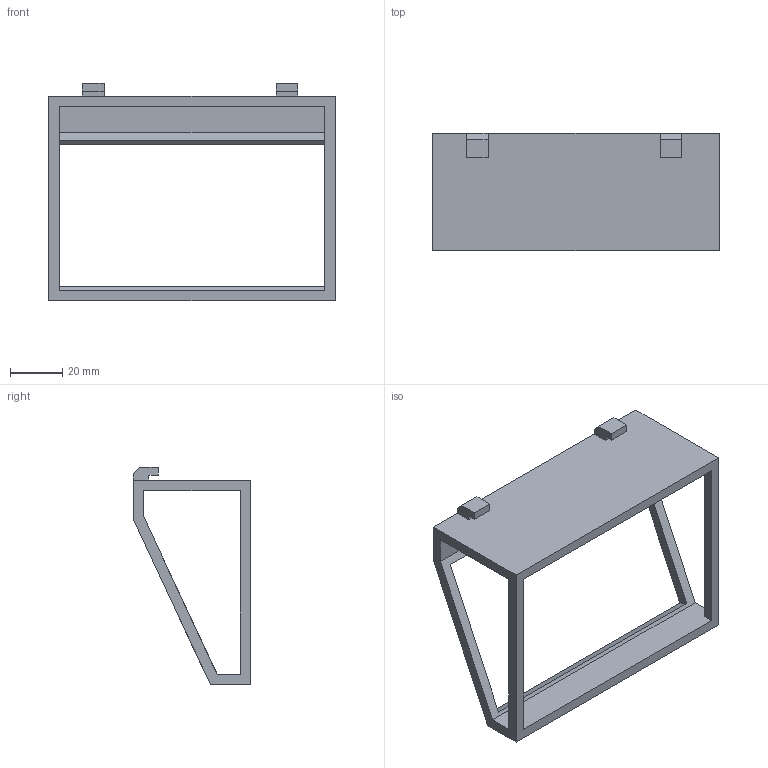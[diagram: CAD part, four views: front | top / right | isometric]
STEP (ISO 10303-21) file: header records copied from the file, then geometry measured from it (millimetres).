
FILE_DESCRIPTION (( 'STEP AP214' ), '1' );
FILE_NAME ('Silinge_Holder.STEP', '2021-08-16T15:16:04', ( '' ), ( '' ), 'SwSTEP 2.0', 'SolidWorks 2020', '' );
FILE_SCHEMA (( 'AUTOMOTIVE_DESIGN' ));
Length unit declared in the file: millimetre
Products named in the file (3): Silinge_Holder; Silinge_Holder_MainFrame; Silinge_Holder_Craw
Assembly tree (3 placements, depth 2):
  Silinge_Holder
    Silinge_Holder_MainFrame
    Silinge_Holder_Craw  x2
Bounding box: 110 x 45 x 83.34 mm (x, y, z)
Volume: 38280.5 mm3; surface area: 23794.8 mm2
Topology: 3 solids, 3 shells, 37 faces, 96 edges, 64 vertices
Faces by surface type: plane 37
Entity records: 989 total; most frequent: CARTESIAN_POINT 159, ORIENTED_EDGE 150, DIRECTION 143, LINE 75, VECTOR 75, EDGE_CURVE 75, VERTEX_POINT 50, AXIS2_PLACEMENT_3D 34
